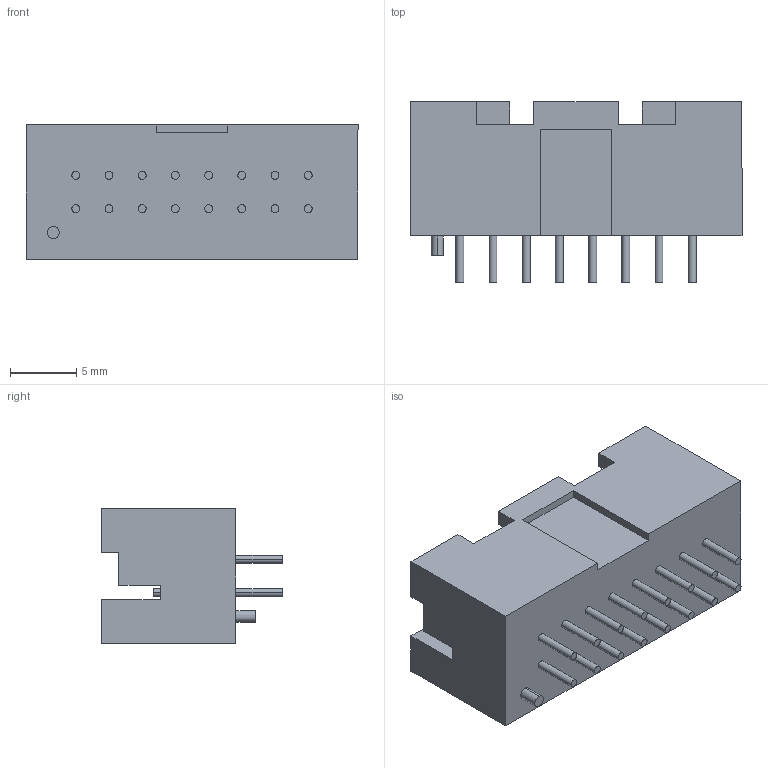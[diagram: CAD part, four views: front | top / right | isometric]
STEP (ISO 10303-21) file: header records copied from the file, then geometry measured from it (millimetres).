
FILE_DESCRIPTION (( 'STEP AP214' ), '1' );
FILE_NAME ('JST_XAD_B16B-XADSS-N-A_2x08_P2.50mm_Vertical.STEP', '2020-06-06T17:50:00', ( '' ), ( '' ), 'SwSTEP 2.0', 'SolidWorks 2018', '' );
FILE_SCHEMA (( 'AUTOMOTIVE_DESIGN' ));
Length unit declared in the file: inch
Products named in the file (1): JST_XAD_B16B-XADSS-N-A_2x08_P2.50mm_Vertical
Bounding box: 25 x 13.6 x 10.1 mm (x, y, z)
Volume: 1158.9 mm3; surface area: 1968.4 mm2
Topology: 1 solids, 1 shells, 225 faces, 522 edges, 348 vertices
Faces by surface type: plane 159, cylinder 66
Entity records: 7684 total; most frequent: DIRECTION 1106, CARTESIAN_POINT 1096, ORIENTED_EDGE 1044, EDGE_CURVE 522, VECTOR 390, LINE 390, AXIS2_PLACEMENT_3D 358, VERTEX_POINT 348
